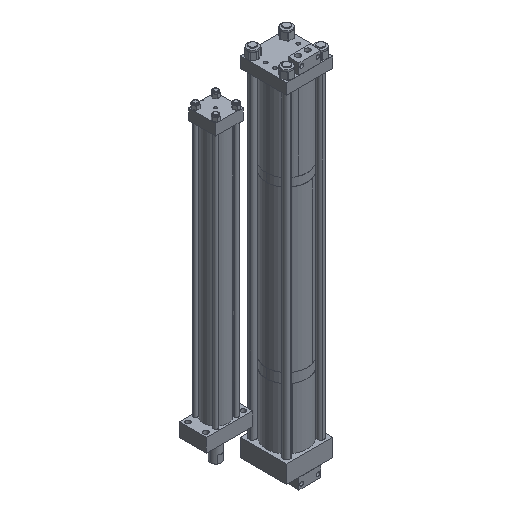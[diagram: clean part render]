
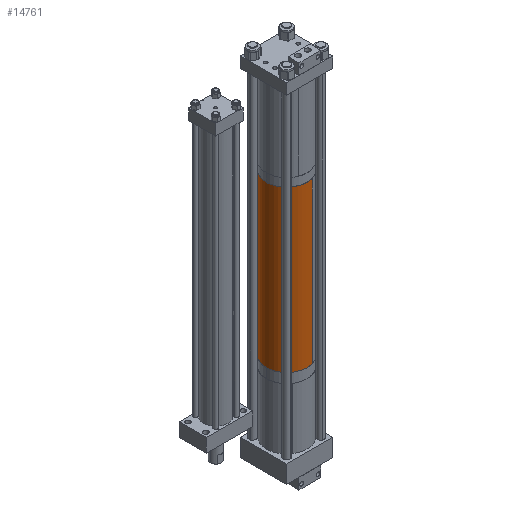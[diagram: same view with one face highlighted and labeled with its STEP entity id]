
A CAD part, isometric view. The second image highlights one B-rep face of the part: STEP entity #14761.
In plain terms, the highlighted cylindrical face has radius 47.625 mm (diameter 95.25 mm), a partial arc.
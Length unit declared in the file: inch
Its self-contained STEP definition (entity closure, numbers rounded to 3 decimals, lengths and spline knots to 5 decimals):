
#419 = CARTESIAN_POINT ( 'NONE',  ( 0., 0., 14.734 ) ) ;
#496 = ORIENTED_EDGE ( 'NONE', *, *, #10721, .T. ) ;
#868 = AXIS2_PLACEMENT_3D ( 'NONE', #15137, #7851, #12595 ) ;
#931 = LINE ( 'NONE', #9834, #14364 ) ;
#1734 = CARTESIAN_POINT ( 'NONE',  ( 1.875, 0., 14.734 ) ) ;
#2049 = ORIENTED_EDGE ( 'NONE', *, *, #6780, .F. ) ;
#2800 = CIRCLE ( 'NONE', #868, 1.875 ) ;
#2825 = DIRECTION ( 'NONE',  ( -1., 0., 0. ) ) ;
#3238 = CIRCLE ( 'NONE', #9254, 1.875 ) ;
#4195 = CARTESIAN_POINT ( 'NONE',  ( -1.875, 0., 0. ) ) ;
#4287 = DIRECTION ( 'NONE',  ( 0., 0., -1. ) ) ;
#4703 = EDGE_CURVE ( 'NONE', #14276, #4881, #2800, .T. ) ;
#4881 = VERTEX_POINT ( 'NONE', #10816 ) ;
#5717 = CARTESIAN_POINT ( 'NONE',  ( -1.875, 0., 14.734 ) ) ;
#6324 = DIRECTION ( 'NONE',  ( 0., 0., -1. ) ) ;
#6780 = EDGE_CURVE ( 'NONE', #4881, #14503, #8631, .T. ) ;
#7609 = EDGE_LOOP ( 'NONE', ( #2049, #13273, #9889, #496 ) ) ;
#7837 = CARTESIAN_POINT ( 'NONE',  ( 0., 0., 0. ) ) ;
#7851 = DIRECTION ( 'NONE',  ( 0., 0., 1. ) ) ;
#7946 = VERTEX_POINT ( 'NONE', #4195 ) ;
#8631 = LINE ( 'NONE', #1734, #9554 ) ;
#8885 = DIRECTION ( 'NONE',  ( 0., 0., 1. ) ) ;
#9254 = AXIS2_PLACEMENT_3D ( 'NONE', #7837, #8885, #15015 ) ;
#9554 = VECTOR ( 'NONE', #4287, 39.37008 ) ;
#9638 = AXIS2_PLACEMENT_3D ( 'NONE', #419, #6324, #2825 ) ;
#9834 = CARTESIAN_POINT ( 'NONE',  ( -1.875, 0., 14.734 ) ) ;
#9868 = CARTESIAN_POINT ( 'NONE',  ( 1.875, 0., 0. ) ) ;
#9889 = ORIENTED_EDGE ( 'NONE', *, *, #10550, .T. ) ;
#10550 = EDGE_CURVE ( 'NONE', #14276, #7946, #931, .T. ) ;
#10721 = EDGE_CURVE ( 'NONE', #7946, #14503, #3238, .T. ) ;
#10816 = CARTESIAN_POINT ( 'NONE',  ( 1.875, 0., 14.734 ) ) ;
#11035 = DIRECTION ( 'NONE',  ( 0., 0., -1. ) ) ;
#11193 = FACE_OUTER_BOUND ( 'NONE', #7609, .T. ) ;
#12595 = DIRECTION ( 'NONE',  ( 1., 0., 0. ) ) ;
#13273 = ORIENTED_EDGE ( 'NONE', *, *, #4703, .F. ) ;
#14276 = VERTEX_POINT ( 'NONE', #5717 ) ;
#14364 = VECTOR ( 'NONE', #11035, 39.37008 ) ;
#14503 = VERTEX_POINT ( 'NONE', #9868 ) ;
#14761 = ADVANCED_FACE ( 'NONE', ( #11193 ), #15560, .T. ) ;
#15015 = DIRECTION ( 'NONE',  ( 1., 0., 0. ) ) ;
#15137 = CARTESIAN_POINT ( 'NONE',  ( 0., 0., 14.734 ) ) ;
#15560 = CYLINDRICAL_SURFACE ( 'NONE', #9638, 1.875 ) ;
